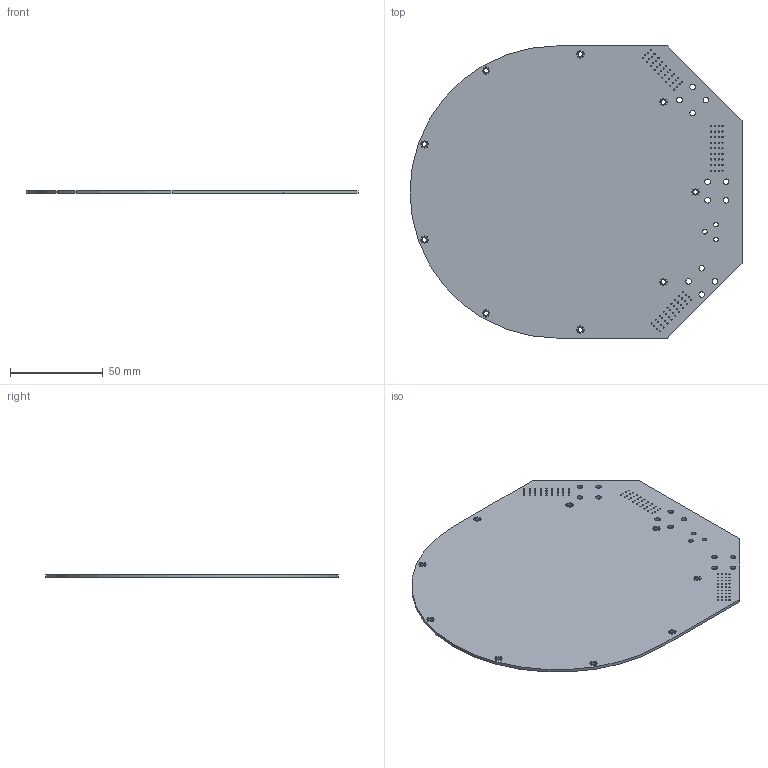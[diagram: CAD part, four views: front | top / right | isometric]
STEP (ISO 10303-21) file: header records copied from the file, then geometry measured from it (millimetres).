
FILE_DESCRIPTION(('FreeCAD Model'),'2;1');
FILE_NAME('iscaBottom.step', '2017-10-23T02:13:25',(''),(''),'Open CASCADE STEP processor 6.8', 'FreeCAD','Unknown');
FILE_SCHEMA(('AUTOMOTIVE_DESIGN_CC2 { 1 2 10303 214 -1 1 5 4 }'));
Length unit declared in the file: millimetre
Products named in the file (2): ASSEMBLY; Pcb
Assembly tree (1 placements, depth 2):
  ASSEMBLY
    Pcb
Bounding box: 178.5 x 157 x 1.6 mm (x, y, z)
Volume: 37746 mm3; surface area: 48911.7 mm2
Topology: 1 solids, 1 shells, 212 faces, 630 edges, 420 vertices
Faces by surface type: cylinder 205, plane 7
Full cylindrical faces by diameter (mm): 0.5 x72, 0.6 x108, 2.5 x12, 3 x12
Entity records: 8219 total; most frequent: DIRECTION 1468, CARTESIAN_POINT 1264, ORIENTED_EDGE 1260, EDGE_CURVE 630, AXIS2_PLACEMENT_3D 624, FACE_BOUND 620, EDGE_LOOP 620, VERTEX_POINT 420
